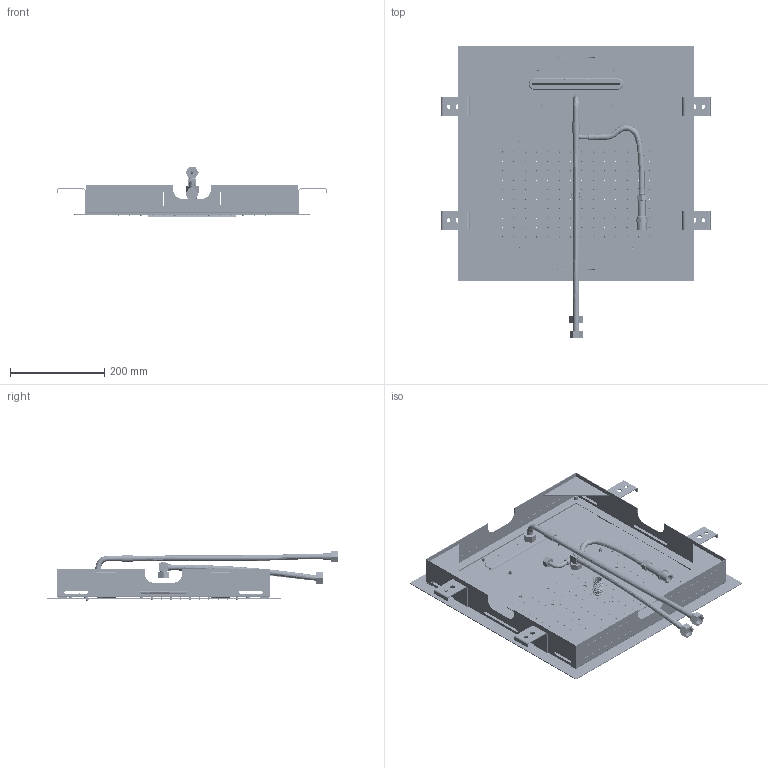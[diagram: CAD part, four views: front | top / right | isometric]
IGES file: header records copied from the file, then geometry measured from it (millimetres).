
Start section: C
Global section: file name: M142.igs; native system: By Siemens PLM Incorporated; preprocessor: XPlus GENERIC/IGES 18.0.17; author: Author; organization: Title; date: 20160427.082804; units: millimetre
Bounding box: 570 x 618.55 x 106.3 mm (x, y, z)
Volume: 147045.5 mm3; surface area: 1026033.8 mm2
Topology: 2 solids, 2 shells, 3283 faces, 11781 edges, 9225 vertices
Faces by surface type: bspline 3283
